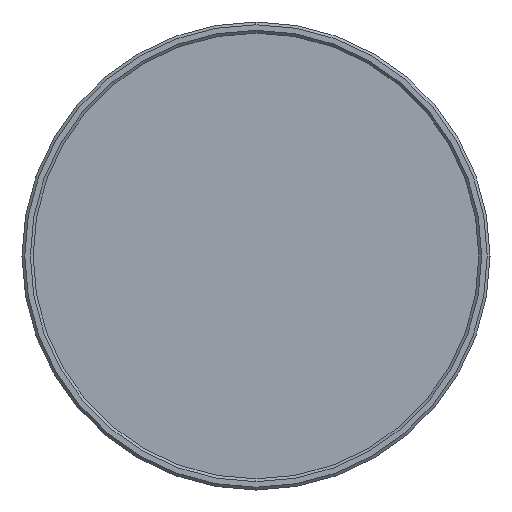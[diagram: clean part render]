
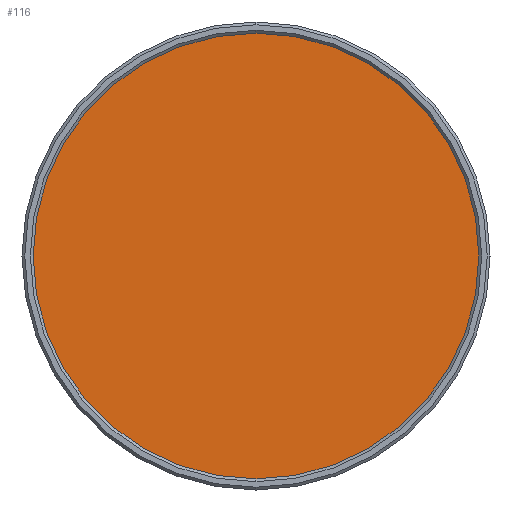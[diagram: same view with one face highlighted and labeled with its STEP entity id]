
A CAD part, left-side view. The second image highlights one B-rep face of the part: STEP entity #116.
In plain terms, the highlighted planar face has unit normal (-1, 0, 0).
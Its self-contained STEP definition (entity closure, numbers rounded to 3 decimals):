
#34=PLANE('',#1346);
#116=ADVANCED_FACE('Volume46',(#176),#34,.T.);
#176=FACE_OUTER_BOUND('',#836,.T.);
#245=CIRCLE('',#1343,20.);
#246=CIRCLE('',#1345,20.);
#481=ORIENTED_EDGE('',*,*,#600,.F.);
#482=ORIENTED_EDGE('',*,*,#598,.F.);
#598=EDGE_CURVE('71',#766,#765,#245,.T.);
#600=EDGE_CURVE('74',#765,#766,#246,.T.);
#765=VERTEX_POINT('60',#1210);
#766=VERTEX_POINT('59',#1211);
#836=EDGE_LOOP('',(#481,#482));
#1210=CARTESIAN_POINT('',(5.,0.,-20.));
#1211=CARTESIAN_POINT('',(5.,0.,20.));
#1212=CARTESIAN_POINT('',(5.,0.,0.));
#1214=CARTESIAN_POINT('',(5.,0.,0.));
#1215=CARTESIAN_POINT('',(5.,20.531,20.5));
#1343=AXIS2_PLACEMENT_3D('',#1212,#1348,#1347);
#1345=AXIS2_PLACEMENT_3D('',#1214,#1348,#1353);
#1346=AXIS2_PLACEMENT_3D('',#1215,#1351,#1353);
#1347=DIRECTION('',(0.,0.,1.));
#1348=DIRECTION('',(1.,0.,0.));
#1351=DIRECTION('',(-1.,0.,0.));
#1353=DIRECTION('',(0.,0.,-1.));
